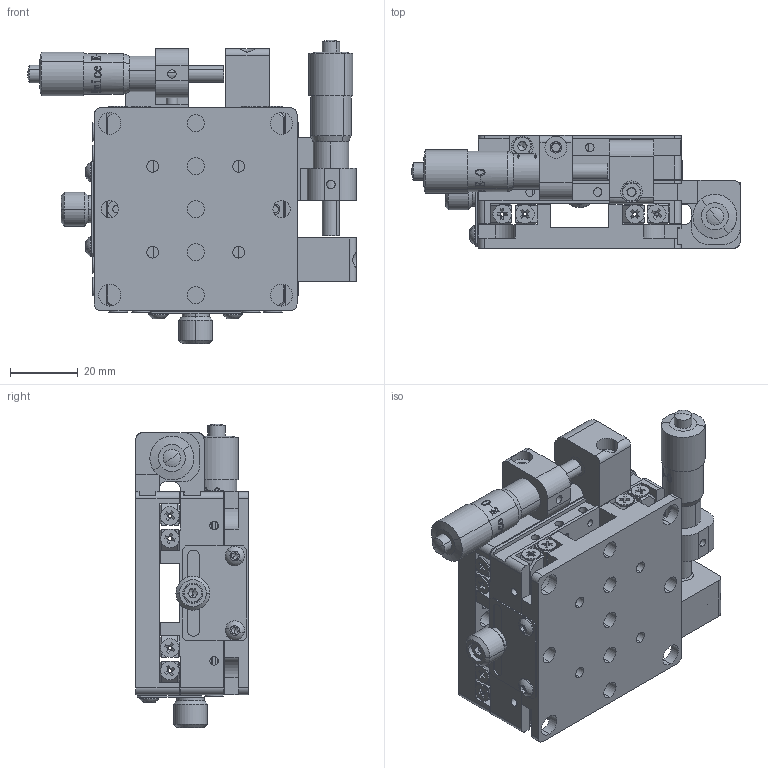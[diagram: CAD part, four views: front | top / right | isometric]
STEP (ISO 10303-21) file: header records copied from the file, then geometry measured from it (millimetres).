
FILE_DESCRIPTION (( 'STEP AP214' ), '1' );
FILE_NAME ('06DTS-0.5.STEP', '2018-05-30T08:19:01', ( '' ), ( '' ), 'SwSTEP 2.0', 'SolidWorks 2016', '' );
FILE_SCHEMA (( 'AUTOMOTIVE_DESIGN' ));
Length unit declared in the file: millimetre
Products named in the file (1): 06DTS-0.5
Bounding box: 97.15 x 33.3 x 89.8 mm (x, y, z)
Surface area: 55102.9 mm2 (no closed solid volume)
Topology: 0 solids, 74 shells, 1102 faces, 4443 edges, 3318 vertices
Faces by surface type: plane 644, cylinder 277, cone 131, bspline 24, torus 18, sphere 8
Entity records: 67784 total; most frequent: CARTESIAN_POINT 20432, DIRECTION 6905, ORIENTED_EDGE 6564, EDGE_CURVE 4421, VERTEX_POINT 3318, LINE 2343, VECTOR 2343, AXIS2_PLACEMENT_3D 2281
